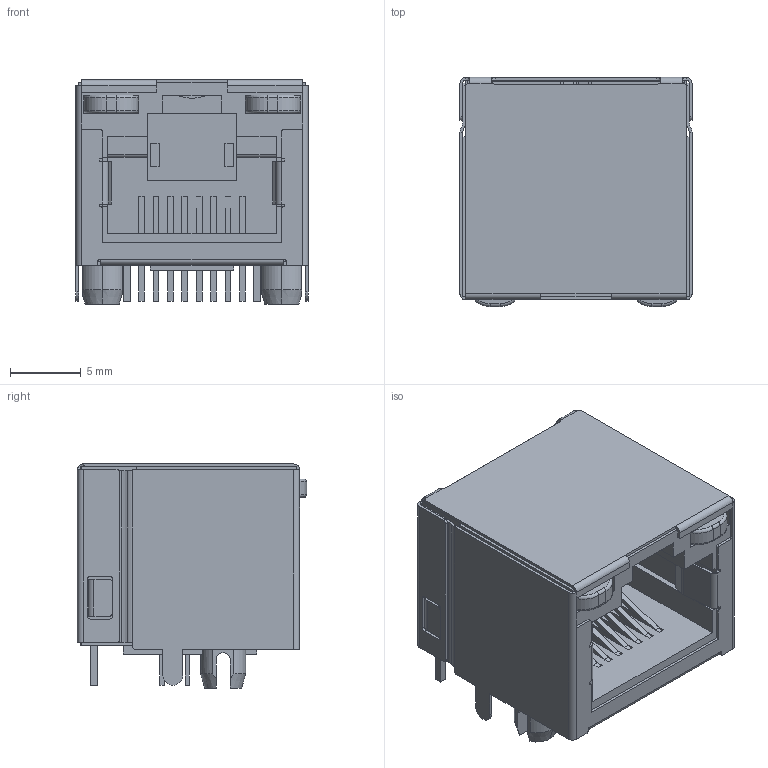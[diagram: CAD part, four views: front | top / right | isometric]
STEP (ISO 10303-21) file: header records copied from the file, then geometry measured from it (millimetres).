
FILE_DESCRIPTION(('STEP AP214'),'1');
FILE_NAME('Ckmtw R-RJ45R08P-C000.stp','2021-10-06T19:10:23',(' '),(' '),'Spatial InterOp 3D',' ',' ');
FILE_SCHEMA(('AUTOMOTIVE_DESIGN { 1 0 10303 214 1 1 1 1 }'));
Length unit declared in the file: metre
Products named in the file (9): Ckmtw(Shenzhen Cankemeng) R-RJ45R08P-C000; 615108137421R_Housing; 615108137421R_Shielding; 615108137421R_Pin_short; 615108137421R_Pin_long; 615108137421R_Housing2; 615108137421R_LED_green; 615108137421R_LED_yellow; Ckmtw R-RJ45R08P-C000
Assembly tree (14 placements, depth 3):
  Ckmtw R-RJ45R08P-C000
    Ckmtw(Shenzhen Cankemeng) R-RJ45R08P-C000
      615108137421R_Housing
      615108137421R_Shielding
      615108137421R_Pin_short  x4
      615108137421R_Pin_long  x4
      615108137421R_Housing2
      615108137421R_LED_green
      615108137421R_LED_yellow
Bounding box: 16.4 x 16.2 x 15.84 mm (x, y, z)
Volume: 1907.6 mm3; surface area: 5467.2 mm2
Topology: 13 solids, 13 shells, 830 faces, 2345 edges, 1534 vertices
Faces by surface type: plane 572, cylinder 238, cone 8, torus 8, bspline 4
Entity records: 24130 total; most frequent: CARTESIAN_POINT 4247, ORIENTED_EDGE 4042, DIRECTION 3847, EDGE_CURVE 2021, LINE 1579, VECTOR 1579, VERTEX_POINT 1318, AXIS2_PLACEMENT_3D 1134
